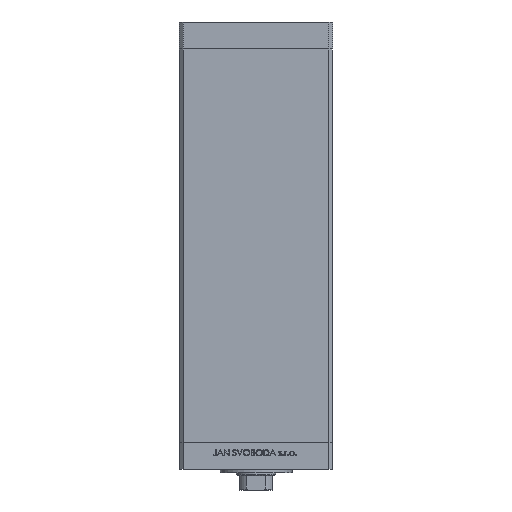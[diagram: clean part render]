
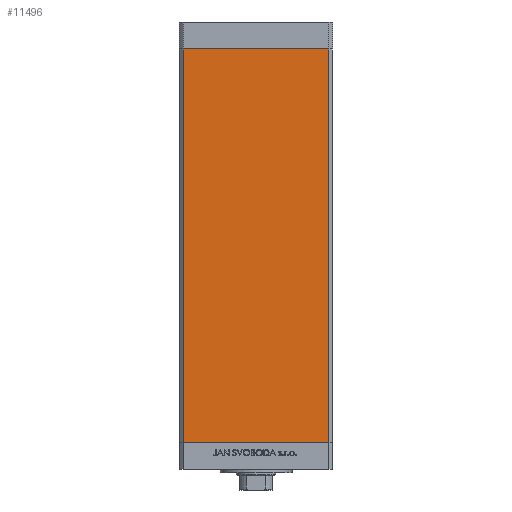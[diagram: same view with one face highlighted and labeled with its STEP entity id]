
A CAD part, front view. The second image highlights one B-rep face of the part: STEP entity #11496.
In plain terms, the highlighted planar face has unit normal (0, -1, 0).
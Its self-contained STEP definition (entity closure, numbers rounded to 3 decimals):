
#160 = ORIENTED_EDGE ( 'NONE', *, *, #41957, .T. ) ;
#2158 = CARTESIAN_POINT ( 'NONE',  ( -40.5, -37.5, 0. ) ) ;
#2602 = VERTEX_POINT ( 'NONE', #17815 ) ;
#3008 = EDGE_CURVE ( 'NONE', #47636, #32334, #26289, .T. ) ;
#3666 = DIRECTION ( 'NONE',  ( 0., 0., 1. ) ) ;
#8090 = LINE ( 'NONE', #42748, #14279 ) ;
#10599 = CARTESIAN_POINT ( 'NONE',  ( -40.5, -37.5, 218.5 ) ) ;
#11496 = ADVANCED_FACE ( 'NONE', ( #33854 ), #48971, .F. ) ;
#11807 = DIRECTION ( 'NONE',  ( 0., 0., -1. ) ) ;
#11818 = DIRECTION ( 'NONE',  ( 0., 1., 0. ) ) ;
#12721 = ORIENTED_EDGE ( 'NONE', *, *, #22586, .F. ) ;
#14240 = CARTESIAN_POINT ( 'NONE',  ( 40.5, -37.5, 0. ) ) ;
#14279 = VECTOR ( 'NONE', #11807, 1000. ) ;
#17237 = DIRECTION ( 'NONE',  ( 1., 0., 0. ) ) ;
#17802 = VECTOR ( 'NONE', #17237, 1000. ) ;
#17815 = CARTESIAN_POINT ( 'NONE',  ( 40.5, -37.5, 218.5 ) ) ;
#19824 = EDGE_CURVE ( 'NONE', #2602, #40639, #8090, .T. ) ;
#21378 = ORIENTED_EDGE ( 'NONE', *, *, #3008, .T. ) ;
#22586 = EDGE_CURVE ( 'NONE', #47636, #2602, #30577, .T. ) ;
#24837 = VECTOR ( 'NONE', #37952, 1000. ) ;
#26289 = LINE ( 'NONE', #34463, #24837 ) ;
#27461 = AXIS2_PLACEMENT_3D ( 'NONE', #37585, #11818, #3666 ) ;
#28393 = VECTOR ( 'NONE', #42470, 1000. ) ;
#29006 = EDGE_LOOP ( 'NONE', ( #160, #43739, #12721, #21378 ) ) ;
#30577 = LINE ( 'NONE', #31053, #28393 ) ;
#31053 = CARTESIAN_POINT ( 'NONE',  ( -40.5, -37.5, 218.5 ) ) ;
#32334 = VERTEX_POINT ( 'NONE', #35916 ) ;
#33854 = FACE_OUTER_BOUND ( 'NONE', #29006, .T. ) ;
#34463 = CARTESIAN_POINT ( 'NONE',  ( -40.5, -37.5, 218.5 ) ) ;
#35916 = CARTESIAN_POINT ( 'NONE',  ( -40.5, -37.5, 0. ) ) ;
#37585 = CARTESIAN_POINT ( 'NONE',  ( -40.5, -37.5, 218.5 ) ) ;
#37952 = DIRECTION ( 'NONE',  ( 0., 0., -1. ) ) ;
#39779 = LINE ( 'NONE', #2158, #17802 ) ;
#40639 = VERTEX_POINT ( 'NONE', #14240 ) ;
#41957 = EDGE_CURVE ( 'NONE', #32334, #40639, #39779, .T. ) ;
#42470 = DIRECTION ( 'NONE',  ( 1., 0., 0. ) ) ;
#42748 = CARTESIAN_POINT ( 'NONE',  ( 40.5, -37.5, 218.5 ) ) ;
#43739 = ORIENTED_EDGE ( 'NONE', *, *, #19824, .F. ) ;
#47636 = VERTEX_POINT ( 'NONE', #10599 ) ;
#48971 = PLANE ( 'NONE',  #27461 ) ;
